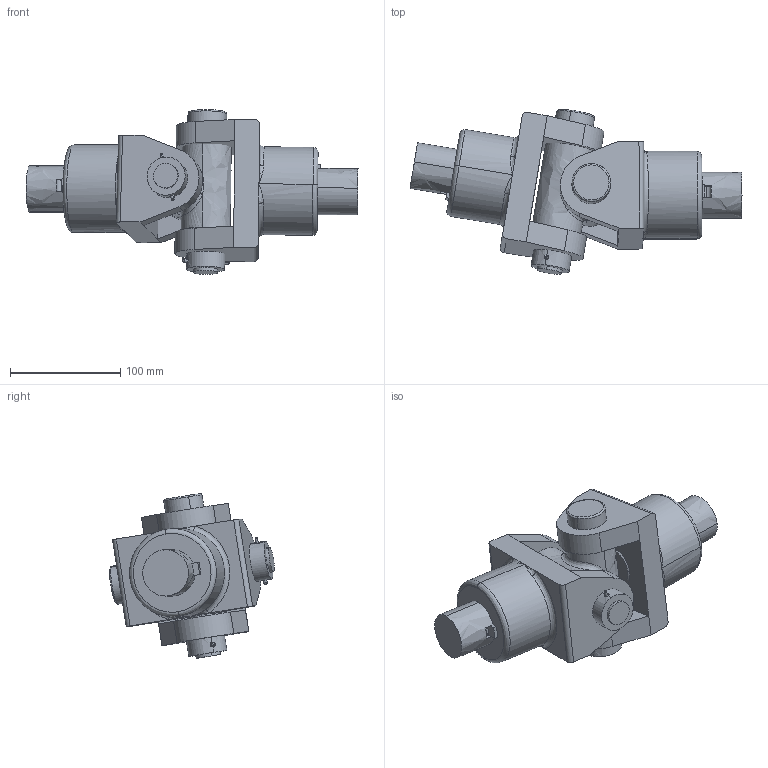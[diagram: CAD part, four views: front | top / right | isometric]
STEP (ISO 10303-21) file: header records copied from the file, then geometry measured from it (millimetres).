
FILE_DESCRIPTION(('FreeCAD Model'),'2;1');
FILE_NAME('Open CASCADE Shape Model','2025-05-02T15:03:51',('FreeCAD'),( 'FreeCAD'),'Open CASCADE STEP processor 7.6','FreeCAD','Unknown');
FILE_SCHEMA(('AUTOMOTIVE_DESIGN { 1 0 10303 214 1 1 1 1 }'));
Length unit declared in the file: millimetre
Products named in the file (1): Open CASCADE STEP translator 7.6 1
Bounding box: 301.59 x 149.64 x 149.73 mm (x, y, z)
Volume: 1575056.3 mm3; surface area: 237980.3 mm2
Topology: 13 solids, 13 shells, 181 faces, 465 edges, 284 vertices
Faces by surface type: bspline 181
Entity records: 7141 total; most frequent: CARTESIAN_POINT 4501, ORIENTED_EDGE 898, EDGE_CURVE 449, B_SPLINE_CURVE_WITH_KNOTS 295, VERTEX_POINT 284, FACE_BOUND 203, EDGE_LOOP 203, ADVANCED_FACE 181
